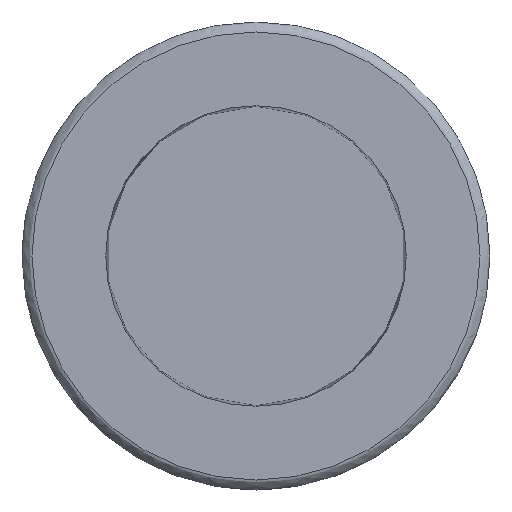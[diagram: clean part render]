
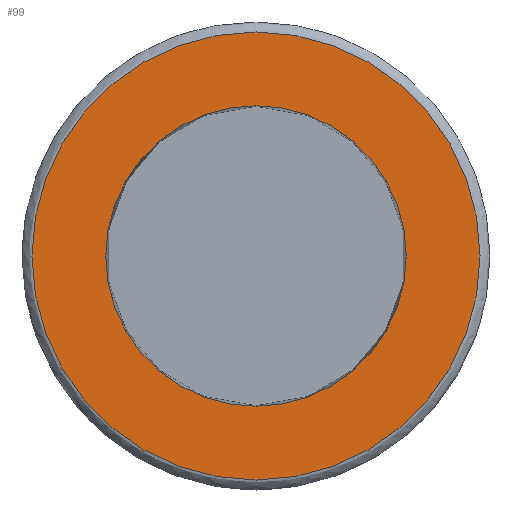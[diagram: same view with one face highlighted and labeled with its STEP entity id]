
A CAD part, front view. The second image highlights one B-rep face of the part: STEP entity #99.
In plain terms, the highlighted planar face has unit normal (0, -1, 0).
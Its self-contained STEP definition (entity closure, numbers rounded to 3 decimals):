
#20=FACE_BOUND('',#34,.T.);
#21=PLANE('',#123);
#25=FACE_OUTER_BOUND('',#33,.T.);
#33=EDGE_LOOP('',(#77));
#34=EDGE_LOOP('',(#78));
#45=CIRCLE('',#121,15.09);
#47=CIRCLE('',#124,22.5);
#54=VERTEX_POINT('',#171);
#56=VERTEX_POINT('',#177);
#61=EDGE_CURVE('',#54,#54,#45,.T.);
#64=EDGE_CURVE('',#56,#56,#47,.T.);
#77=ORIENTED_EDGE('',*,*,#64,.F.);
#78=ORIENTED_EDGE('',*,*,#61,.F.);
#99=ADVANCED_FACE('',(#25,#20),#21,.T.);
#121=AXIS2_PLACEMENT_3D('',#172,#139,#140);
#123=AXIS2_PLACEMENT_3D('',#176,#144,#145);
#124=AXIS2_PLACEMENT_3D('',#178,#146,#147);
#139=DIRECTION('center_axis',(0.,-1.,0.));
#140=DIRECTION('ref_axis',(0.,0.,-1.));
#144=DIRECTION('center_axis',(0.,-1.,0.));
#145=DIRECTION('ref_axis',(0.,0.,-1.));
#146=DIRECTION('center_axis',(0.,1.,0.));
#147=DIRECTION('ref_axis',(0.,0.,-1.));
#171=CARTESIAN_POINT('',(0.,469.,15.09));
#172=CARTESIAN_POINT('Origin',(0.,469.,0.));
#176=CARTESIAN_POINT('Origin',(0.,469.,0.));
#177=CARTESIAN_POINT('',(0.,469.,22.5));
#178=CARTESIAN_POINT('Origin',(0.,469.,0.));
